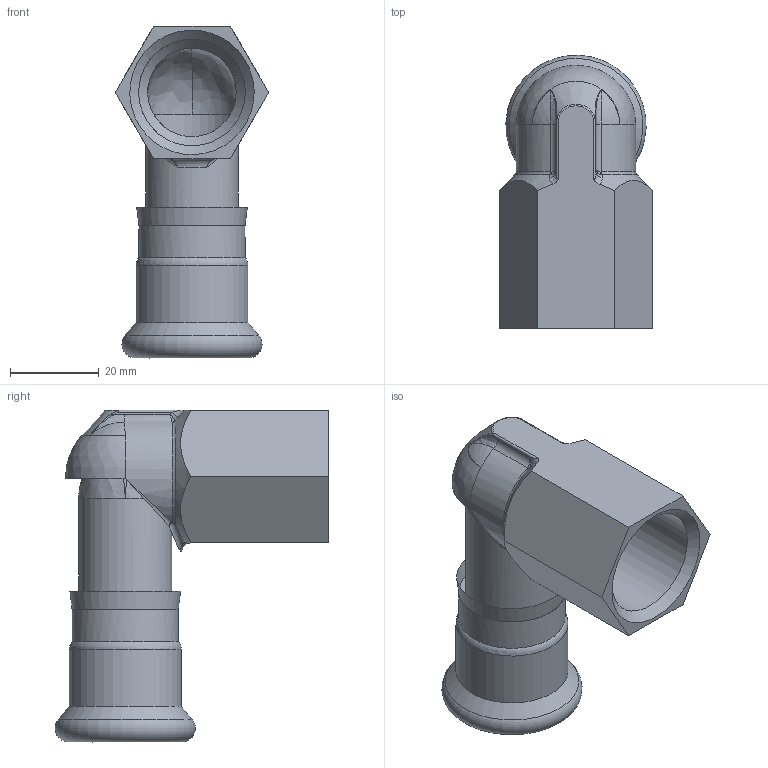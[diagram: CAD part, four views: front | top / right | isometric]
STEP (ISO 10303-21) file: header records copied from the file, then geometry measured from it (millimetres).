
FILE_DESCRIPTION(/* description */ (''),/* implementation_level */ '2;1');
FILE_NAME(/* name */ '43805.stp',/* time_stamp */ '2023-09-08T11:28:56+02:00',/* author */ ('JANAN'),/* organization */ (''),/* preprocessor_version */ 'ST-DEVELOPER v19.2',/* originating_system */ 'Autodesk Inventor 2023',/* authorisation */ '');
FILE_SCHEMA (('AUTOMOTIVE_DESIGN { 1 0 10303 214 3 1 1 }'));
Length unit declared in the file: millimetre
Products named in the file (1): tmp7F32.tmp
Bounding box: 34.64 x 61.83 x 75 mm (x, y, z)
Volume: 25102.8 mm3; surface area: 17622.4 mm2
Topology: 2 solids, 2 shells, 89 faces, 217 edges, 119 vertices
Faces by surface type: bspline 36, cylinder 14, plane 13, cone 11, torus 10, sphere 5
Full cylindrical faces by diameter (mm): 20 x1, 21 x2, 22.2 x1, 23.2 x1, 24 x1, 24.117 x1, 25.3 x1
Entity records: 7011 total; most frequent: CARTESIAN_POINT 5057, ORIENTED_EDGE 406, DIRECTION 336, EDGE_CURVE 203, AXIS2_PLACEMENT_3D 150, VERTEX_POINT 119, EDGE_LOOP 94, STYLED_ITEM 91
